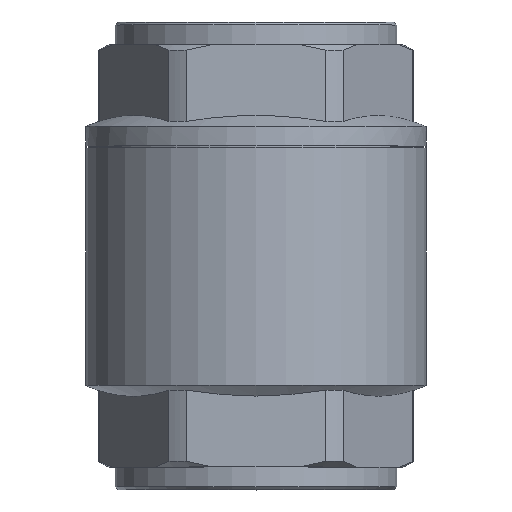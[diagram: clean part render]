
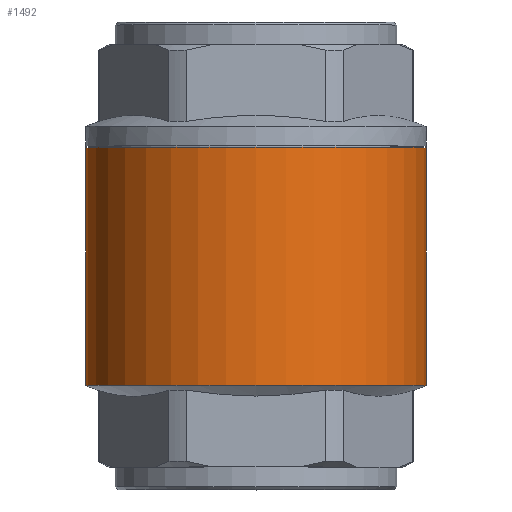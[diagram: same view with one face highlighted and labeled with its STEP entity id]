
A CAD part, top view. The second image highlights one B-rep face of the part: STEP entity #1492.
In plain terms, the highlighted cylindrical face has radius 30.25 mm (diameter 60.5 mm), a full revolution.
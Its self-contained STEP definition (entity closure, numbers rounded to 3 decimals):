
#200=ORIENTED_EDGE('',*,*,#500,.T.);
#201=ORIENTED_EDGE('',*,*,#501,.T.);
#500=EDGE_CURVE('',#650,#650,#752,.T.);
#501=EDGE_CURVE('',#651,#651,#753,.T.);
#650=VERTEX_POINT('',#2020);
#651=VERTEX_POINT('',#2022);
#752=CIRCLE('',#1566,30.25);
#753=CIRCLE('',#1567,30.25);
#818=EDGE_LOOP('',(#200));
#819=EDGE_LOOP('',(#201));
#906=FACE_BOUND('',#818,.T.);
#907=FACE_BOUND('',#819,.T.);
#994=CYLINDRICAL_SURFACE('',#1565,30.25);
#1492=ADVANCED_FACE('',(#906,#907),#994,.T.);
#1565=AXIS2_PLACEMENT_3D('',#2018,#1701,#1702);
#1566=AXIS2_PLACEMENT_3D('',#2019,#1703,#1704);
#1567=AXIS2_PLACEMENT_3D('',#2021,#1705,#1706);
#1701=DIRECTION('',(0.,1.,0.));
#1702=DIRECTION('',(0.,0.,1.));
#1703=DIRECTION('',(0.,-1.,0.));
#1704=DIRECTION('',(0.,0.,-1.));
#1705=DIRECTION('',(0.,1.,0.));
#1706=DIRECTION('',(0.,0.,1.));
#2018=CARTESIAN_POINT('',(0.,-25.,0.));
#2019=CARTESIAN_POINT('',(0.,19.25,0.));
#2020=CARTESIAN_POINT('',(0.,19.25,-30.25));
#2021=CARTESIAN_POINT('',(0.,-23.,0.));
#2022=CARTESIAN_POINT('',(0.,-23.,30.25));
